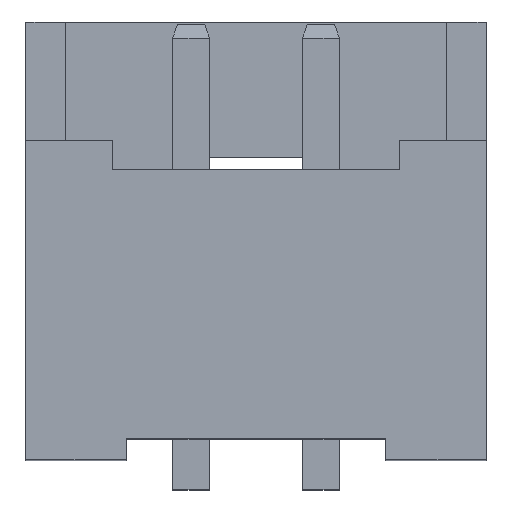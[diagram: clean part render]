
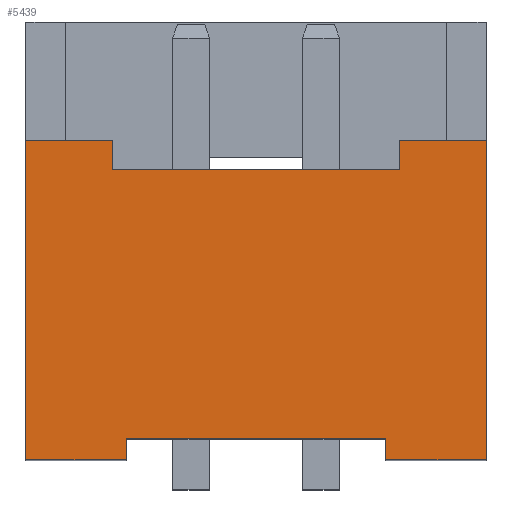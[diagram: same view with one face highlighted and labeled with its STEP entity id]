
A CAD part, top view. The second image highlights one B-rep face of the part: STEP entity #5439.
In plain terms, the highlighted planar face has unit normal (0, 0, 1).
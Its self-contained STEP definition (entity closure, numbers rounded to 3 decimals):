
#368=ORIENTED_EDGE('',*,*,#1504,.F.);
#369=ORIENTED_EDGE('',*,*,#1505,.T.);
#370=ORIENTED_EDGE('',*,*,#1506,.F.);
#371=ORIENTED_EDGE('',*,*,#1507,.F.);
#372=ORIENTED_EDGE('',*,*,#1508,.T.);
#373=ORIENTED_EDGE('',*,*,#1509,.T.);
#374=ORIENTED_EDGE('',*,*,#1510,.T.);
#375=ORIENTED_EDGE('',*,*,#1511,.T.);
#376=ORIENTED_EDGE('',*,*,#1512,.T.);
#377=ORIENTED_EDGE('',*,*,#1513,.T.);
#378=ORIENTED_EDGE('',*,*,#1514,.F.);
#379=ORIENTED_EDGE('',*,*,#1515,.F.);
#1504=EDGE_CURVE('',#2072,#2073,#2448,.T.);
#1505=EDGE_CURVE('',#2072,#2074,#2449,.T.);
#1506=EDGE_CURVE('',#2075,#2074,#2450,.T.);
#1507=EDGE_CURVE('',#2076,#2075,#2451,.T.);
#1508=EDGE_CURVE('',#2076,#2077,#2452,.T.);
#1509=EDGE_CURVE('',#2077,#2078,#2453,.T.);
#1510=EDGE_CURVE('',#2078,#2079,#2454,.T.);
#1511=EDGE_CURVE('',#2079,#2080,#2455,.T.);
#1512=EDGE_CURVE('',#2080,#2081,#2456,.T.);
#1513=EDGE_CURVE('',#2081,#2082,#2457,.T.);
#1514=EDGE_CURVE('',#2083,#2082,#2458,.T.);
#1515=EDGE_CURVE('',#2073,#2083,#2459,.T.);
#2072=VERTEX_POINT('',#6664);
#2073=VERTEX_POINT('',#6665);
#2074=VERTEX_POINT('',#6667);
#2075=VERTEX_POINT('',#6669);
#2076=VERTEX_POINT('',#6671);
#2077=VERTEX_POINT('',#6673);
#2078=VERTEX_POINT('',#6675);
#2079=VERTEX_POINT('',#6677);
#2080=VERTEX_POINT('',#6679);
#2081=VERTEX_POINT('',#6681);
#2082=VERTEX_POINT('',#6683);
#2083=VERTEX_POINT('',#6685);
#2448=LINE('',#6663,#2752);
#2449=LINE('',#6666,#2753);
#2450=LINE('',#6668,#2754);
#2451=LINE('',#6670,#2755);
#2452=LINE('',#6672,#2756);
#2453=LINE('',#6674,#2757);
#2454=LINE('',#6676,#2758);
#2455=LINE('',#6678,#2759);
#2456=LINE('',#6680,#2760);
#2457=LINE('',#6682,#2761);
#2458=LINE('',#6684,#2762);
#2459=LINE('',#6686,#2763);
#2752=VECTOR('',#5937,1000.);
#2753=VECTOR('',#5938,1000.);
#2754=VECTOR('',#5939,1000.);
#2755=VECTOR('',#5940,1000.);
#2756=VECTOR('',#5941,1000.);
#2757=VECTOR('',#5942,1000.);
#2758=VECTOR('',#5943,1000.);
#2759=VECTOR('',#5944,1000.);
#2760=VECTOR('',#5945,1000.);
#2761=VECTOR('',#5946,1000.);
#2762=VECTOR('',#5947,1000.);
#2763=VECTOR('',#5948,1000.);
#3036=EDGE_LOOP('',(#368,#369,#370,#371,#372,#373,#374,#375,#376,#377,#378,
#379));
#3296=FACE_BOUND('',#3036,.T.);
#3556=PLANE('',#5704);
#5439=ADVANCED_FACE('',(#3296),#3556,.T.);
#5704=AXIS2_PLACEMENT_3D('',#6662,#5935,#5936);
#5935=DIRECTION('',(0.,0.,1.));
#5936=DIRECTION('',(0.,-1.,0.));
#5937=DIRECTION('',(-1.,0.,0.));
#5938=DIRECTION('',(0.,-1.,0.));
#5939=DIRECTION('',(-1.,0.,0.));
#5940=DIRECTION('',(0.,-1.,0.));
#5941=DIRECTION('',(-1.,0.,0.));
#5942=DIRECTION('',(0.,-1.,0.));
#5943=DIRECTION('',(-1.,0.,0.));
#5944=DIRECTION('',(0.,1.,0.));
#5945=DIRECTION('',(-1.,0.,0.));
#5946=DIRECTION('',(0.,-1.,0.));
#5947=DIRECTION('',(-1.,0.,0.));
#5948=DIRECTION('',(0.,-1.,0.));
#6662=CARTESIAN_POINT('',(2.215,1.27,3.327));
#6663=CARTESIAN_POINT('',(0.,0.203,3.327));
#6664=CARTESIAN_POINT('',(1.25,0.203,3.327));
#6665=CARTESIAN_POINT('',(-1.25,0.203,3.327));
#6666=CARTESIAN_POINT('',(1.25,0.203,3.327));
#6667=CARTESIAN_POINT('',(1.25,0.,3.327));
#6668=CARTESIAN_POINT('',(2.215,0.,3.327));
#6669=CARTESIAN_POINT('',(2.215,0.,3.327));
#6670=CARTESIAN_POINT('',(2.215,1.27,3.327));
#6671=CARTESIAN_POINT('',(2.215,3.073,3.327));
#6672=CARTESIAN_POINT('',(6.308,3.073,3.327));
#6673=CARTESIAN_POINT('',(1.377,3.073,3.327));
#6674=CARTESIAN_POINT('',(1.377,3.073,3.327));
#6675=CARTESIAN_POINT('',(1.377,2.794,3.327));
#6676=CARTESIAN_POINT('',(1.377,2.794,3.327));
#6677=CARTESIAN_POINT('',(-1.377,2.794,3.327));
#6678=CARTESIAN_POINT('',(-1.377,2.794,3.327));
#6679=CARTESIAN_POINT('',(-1.377,3.073,3.327));
#6680=CARTESIAN_POINT('',(6.308,3.073,3.327));
#6681=CARTESIAN_POINT('',(-2.215,3.073,3.327));
#6682=CARTESIAN_POINT('',(-2.215,1.27,3.327));
#6683=CARTESIAN_POINT('',(-2.215,0.,3.327));
#6684=CARTESIAN_POINT('',(2.215,0.,3.327));
#6685=CARTESIAN_POINT('',(-1.25,0.,3.327));
#6686=CARTESIAN_POINT('',(-1.25,0.203,3.327));
